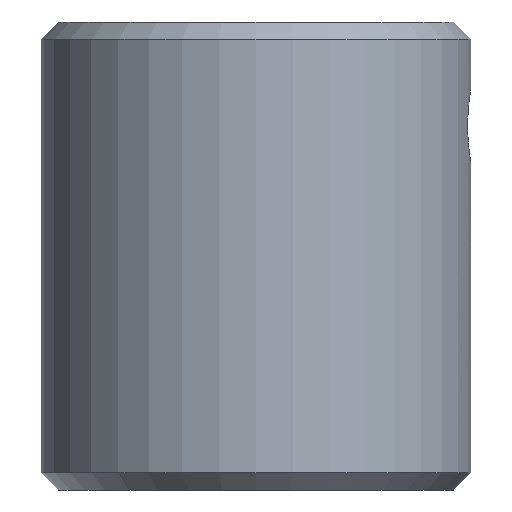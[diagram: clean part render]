
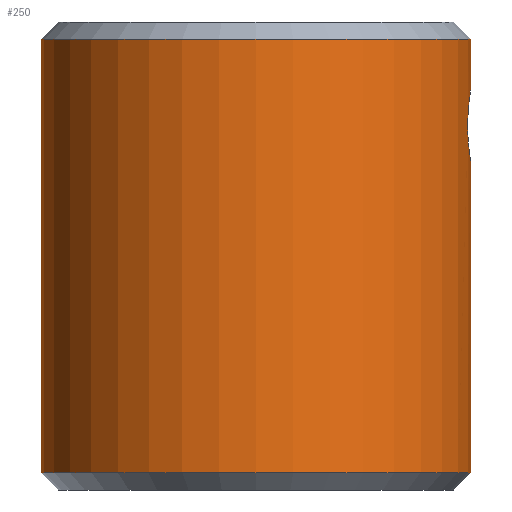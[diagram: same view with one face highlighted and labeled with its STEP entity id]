
A CAD part, left-side view. The second image highlights one B-rep face of the part: STEP entity #250.
In plain terms, the highlighted cylindrical face has radius 12.4 mm (diameter 24.8 mm), a full revolution.
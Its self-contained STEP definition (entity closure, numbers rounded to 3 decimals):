
#24=FACE_BOUND('',#53,.T.);
#29=B_SPLINE_CURVE_WITH_KNOTS('',3,(#375,#376,#377,#378,#379,#380,#381,
#382,#383,#384),.UNSPECIFIED.,.F.,.F.,(4,2,2,2,4),(0.325,0.406,
0.487,0.568,0.649),.UNSPECIFIED.);
#30=B_SPLINE_CURVE_WITH_KNOTS('',3,(#386,#387,#388,#389,#390,#391,#392,
#393,#394,#395),.UNSPECIFIED.,.F.,.F.,(4,2,2,2,4),(0.649,0.73,
0.812,0.893,0.974),.UNSPECIFIED.);
#31=B_SPLINE_CURVE_WITH_KNOTS('',3,(#396,#397,#398,#399,#400,#401,#402,
#403,#404,#405,#406,#407,#408,#409,#410,#411,#412,#413,#414),
 .UNSPECIFIED.,.F.,.F.,(4,2,2,2,3,2,2,2,4),(0.974,1.055,
1.136,1.217,1.299,1.38,1.461,
1.542,1.623),.UNSPECIFIED.);
#34=CYLINDRICAL_SURFACE('',#280,12.4);
#38=FACE_OUTER_BOUND('',#52,.T.);
#52=EDGE_LOOP('',(#183,#184,#185,#186));
#53=EDGE_LOOP('',(#187,#188,#189));
#71=LINE('',#372,#94);
#94=VECTOR('',#310,12.4);
#117=CIRCLE('',#279,12.4);
#118=CIRCLE('',#281,12.4);
#123=VERTEX_POINT('',#366);
#124=VERTEX_POINT('',#370);
#125=VERTEX_POINT('',#373);
#126=VERTEX_POINT('',#374);
#127=VERTEX_POINT('',#385);
#147=EDGE_CURVE('',#123,#123,#117,.T.);
#148=EDGE_CURVE('',#124,#124,#118,.T.);
#149=EDGE_CURVE('',#124,#123,#71,.T.);
#150=EDGE_CURVE('',#125,#126,#29,.T.);
#151=EDGE_CURVE('',#126,#127,#30,.T.);
#152=EDGE_CURVE('',#127,#125,#31,.T.);
#183=ORIENTED_EDGE('',*,*,#148,.F.);
#184=ORIENTED_EDGE('',*,*,#149,.T.);
#185=ORIENTED_EDGE('',*,*,#147,.F.);
#186=ORIENTED_EDGE('',*,*,#149,.F.);
#187=ORIENTED_EDGE('',*,*,#150,.T.);
#188=ORIENTED_EDGE('',*,*,#151,.T.);
#189=ORIENTED_EDGE('',*,*,#152,.T.);
#250=ADVANCED_FACE('',(#38,#24),#34,.T.);
#279=AXIS2_PLACEMENT_3D('',#368,#304,#305);
#280=AXIS2_PLACEMENT_3D('',#369,#306,#307);
#281=AXIS2_PLACEMENT_3D('',#371,#308,#309);
#304=DIRECTION('center_axis',(0.,0.,-1.));
#305=DIRECTION('ref_axis',(1.,0.,0.));
#306=DIRECTION('center_axis',(0.,0.,1.));
#307=DIRECTION('ref_axis',(1.,0.,0.));
#308=DIRECTION('center_axis',(0.,0.,
1.));
#309=DIRECTION('ref_axis',(1.,0.,0.));
#310=DIRECTION('',(0.,0.,-1.));
#366=CARTESIAN_POINT('',(-12.4,-40.,61.079));
#368=CARTESIAN_POINT('Origin',(0.,-40.,61.079));
#369=CARTESIAN_POINT('Origin',(0.,-40.,75.079));
#370=CARTESIAN_POINT('',(-12.4,-40.,86.079));
#371=CARTESIAN_POINT('Origin',(0.,-40.,86.079));
#372=CARTESIAN_POINT('',(-12.4,-40.,75.079));
#373=CARTESIAN_POINT('',(0.,-52.4,83.229));
#374=CARTESIAN_POINT('',(2.15,-52.212,81.079));
#375=CARTESIAN_POINT('Ctrl Pts',(0.,-52.4,83.229));
#376=CARTESIAN_POINT('Ctrl Pts',(0.271,-52.4,83.229));
#377=CARTESIAN_POINT('Ctrl Pts',(0.559,-52.39,83.175));
#378=CARTESIAN_POINT('Ctrl Pts',(1.088,-52.355,82.955));
#379=CARTESIAN_POINT('Ctrl Pts',(1.33,-52.33,82.79));
#380=CARTESIAN_POINT('Ctrl Pts',(1.711,-52.283,82.408));
#381=CARTESIAN_POINT('Ctrl Pts',(1.876,-52.258,82.167));
#382=CARTESIAN_POINT('Ctrl Pts',(2.096,-52.222,81.638));
#383=CARTESIAN_POINT('Ctrl Pts',(2.15,-52.212,81.349));
#384=CARTESIAN_POINT('Ctrl Pts',(2.15,-52.212,81.079));
#385=CARTESIAN_POINT('',(0.,-52.4,78.929));
#386=CARTESIAN_POINT('Ctrl Pts',(2.15,-52.212,81.079));
#387=CARTESIAN_POINT('Ctrl Pts',(2.15,-52.212,80.808));
#388=CARTESIAN_POINT('Ctrl Pts',(2.096,-52.222,80.52));
#389=CARTESIAN_POINT('Ctrl Pts',(1.876,-52.258,79.99));
#390=CARTESIAN_POINT('Ctrl Pts',(1.711,-52.283,79.749));
#391=CARTESIAN_POINT('Ctrl Pts',(1.33,-52.33,79.368));
#392=CARTESIAN_POINT('Ctrl Pts',(1.088,-52.355,79.203));
#393=CARTESIAN_POINT('Ctrl Pts',(0.559,-52.39,78.983));
#394=CARTESIAN_POINT('Ctrl Pts',(0.271,-52.4,78.929));
#395=CARTESIAN_POINT('Ctrl Pts',(0.,-52.4,78.929));
#396=CARTESIAN_POINT('Ctrl Pts',(0.,-52.4,78.929));
#397=CARTESIAN_POINT('Ctrl Pts',(-0.271,-52.4,78.929));
#398=CARTESIAN_POINT('Ctrl Pts',(-0.559,-52.39,78.983));
#399=CARTESIAN_POINT('Ctrl Pts',(-1.088,-52.355,79.203));
#400=CARTESIAN_POINT('Ctrl Pts',(-1.33,-52.33,79.368));
#401=CARTESIAN_POINT('Ctrl Pts',(-1.711,-52.283,79.749));
#402=CARTESIAN_POINT('Ctrl Pts',(-1.876,-52.258,79.99));
#403=CARTESIAN_POINT('Ctrl Pts',(-2.096,-52.222,80.52));
#404=CARTESIAN_POINT('Ctrl Pts',(-2.15,-52.212,80.808));
#405=CARTESIAN_POINT('Ctrl Pts',(-2.15,-52.212,81.079));
#406=CARTESIAN_POINT('Ctrl Pts',(-2.15,-52.212,81.349));
#407=CARTESIAN_POINT('Ctrl Pts',(-2.096,-52.222,81.638));
#408=CARTESIAN_POINT('Ctrl Pts',(-1.876,-52.258,82.167));
#409=CARTESIAN_POINT('Ctrl Pts',(-1.711,-52.283,82.408));
#410=CARTESIAN_POINT('Ctrl Pts',(-1.33,-52.33,82.79));
#411=CARTESIAN_POINT('Ctrl Pts',(-1.088,-52.355,82.955));
#412=CARTESIAN_POINT('Ctrl Pts',(-0.559,-52.39,83.175));
#413=CARTESIAN_POINT('Ctrl Pts',(-0.271,-52.4,83.229));
#414=CARTESIAN_POINT('Ctrl Pts',(0.,-52.4,83.229));
